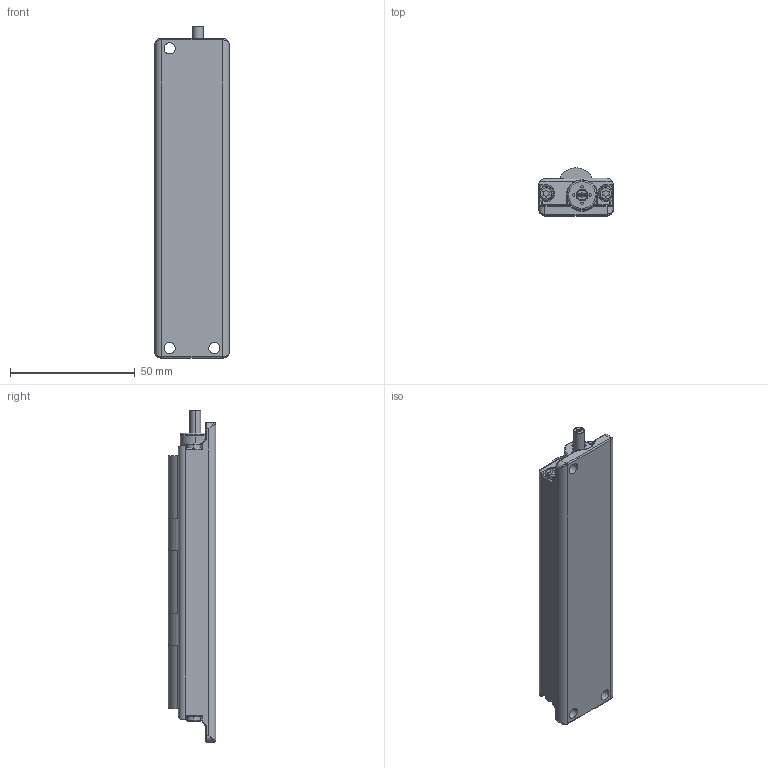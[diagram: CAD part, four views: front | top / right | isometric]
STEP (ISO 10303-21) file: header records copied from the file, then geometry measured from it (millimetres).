
FILE_DESCRIPTION((''),'2;1');
FILE_NAME('147726_SW','2009-08-21T',('banengservice'),('BANNER ENGINEERING'),'PRO/ENGINEER BY PARAMETRIC TECHNOLOGY CORPORATION, 2006170','PRO/ENGINEER BY PARAMETRIC TECHNOLOGY CORPORATION, 2006170','');
FILE_SCHEMA(('CONFIG_CONTROL_DESIGN'));
Length unit declared in the file: inch
Products named in the file (1): 147726_SW
Bounding box: 29.97 x 19.11 x 133.13 mm (x, y, z)
Volume: 27641.3 mm3; surface area: 26717.8 mm2
Topology: 1 solids, 1 shells, 618 faces, 1610 edges, 1016 vertices
Faces by surface type: plane 294, cylinder 236, bspline 39, torus 29, cone 12, sphere 8
Entity records: 27110 total; most frequent: CARTESIAN_POINT 12021, ORIENTED_EDGE 3220, DIRECTION 3062, EDGE_CURVE 1610, AXIS2_PLACEMENT_3D 1070, VERTEX_POINT 1016, VECTOR 922, LINE 922
